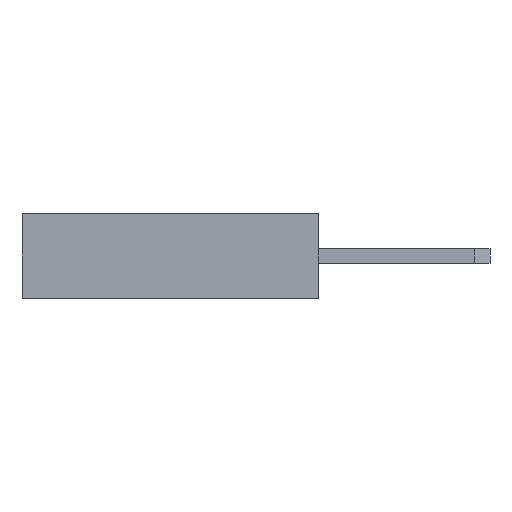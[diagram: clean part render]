
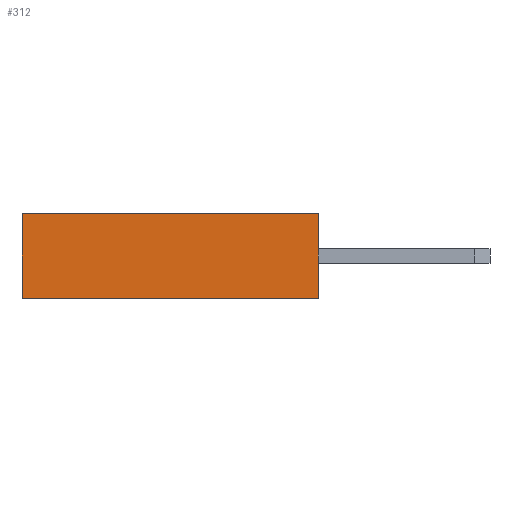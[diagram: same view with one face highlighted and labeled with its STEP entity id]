
A CAD part, left-side view. The second image highlights one B-rep face of the part: STEP entity #312.
In plain terms, the highlighted planar face has unit normal (-1, 0, 0).
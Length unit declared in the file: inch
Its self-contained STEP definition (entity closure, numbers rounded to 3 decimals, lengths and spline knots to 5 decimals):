
#312 = ADVANCED_FACE( '', ( #639 ), #640, .F. );
#639 = FACE_OUTER_BOUND( '', #977, .T. );
#640 = PLANE( '', #978 );
#977 = EDGE_LOOP( '', ( #1746, #1747, #1748, #1749 ) );
#978 = AXIS2_PLACEMENT_3D( '', #1750, #1751, #1752 );
#1746 = ORIENTED_EDGE( '', *, *, #2354, .T. );
#1747 = ORIENTED_EDGE( '', *, *, #2189, .F. );
#1748 = ORIENTED_EDGE( '', *, *, #2344, .F. );
#1749 = ORIENTED_EDGE( '', *, *, #2355, .T. );
#1750 = CARTESIAN_POINT( '', ( -0.31, 0.335, -0.0475 ) );
#1751 = DIRECTION( '', ( 1., 0., 0. ) );
#1752 = DIRECTION( '', ( 0., 0., -1. ) );
#2189 = EDGE_CURVE( '', #2671, #2673, #2674, .T. );
#2344 = EDGE_CURVE( '', #2896, #2671, #2898, .T. );
#2354 = EDGE_CURVE( '', #2910, #2673, #2911, .T. );
#2355 = EDGE_CURVE( '', #2896, #2910, #2912, .T. );
#2671 = VERTEX_POINT( '', #3358 );
#2673 = VERTEX_POINT( '', #3361 );
#2674 = LINE( '', #3362, #3363 );
#2896 = VERTEX_POINT( '', #3700 );
#2898 = LINE( '', #3703, #3704 );
#2910 = VERTEX_POINT( '', #3721 );
#2911 = LINE( '', #3722, #3723 );
#2912 = LINE( '', #3724, #3725 );
#3358 = CARTESIAN_POINT( '', ( -0.31, 0.335, 0.0475 ) );
#3361 = CARTESIAN_POINT( '', ( -0.31, 0., 0.0475 ) );
#3362 = CARTESIAN_POINT( '', ( -0.31, 0.335, 0.0475 ) );
#3363 = VECTOR( '', #3936, 39.37008 );
#3700 = CARTESIAN_POINT( '', ( -0.31, 0.335, -0.0475 ) );
#3703 = CARTESIAN_POINT( '', ( -0.31, 0.335, -0.0475 ) );
#3704 = VECTOR( '', #4053, 39.37008 );
#3721 = CARTESIAN_POINT( '', ( -0.31, 0., -0.0475 ) );
#3722 = CARTESIAN_POINT( '', ( -0.31, 0., -0.0475 ) );
#3723 = VECTOR( '', #4059, 39.37008 );
#3724 = CARTESIAN_POINT( '', ( -0.31, 0.335, -0.0475 ) );
#3725 = VECTOR( '', #4060, 39.37008 );
#3936 = DIRECTION( '', ( 0., -1., 0. ) );
#4053 = DIRECTION( '', ( 0., 0., 1. ) );
#4059 = DIRECTION( '', ( 0., 0., 1. ) );
#4060 = DIRECTION( '', ( 0., -1., 0. ) );
